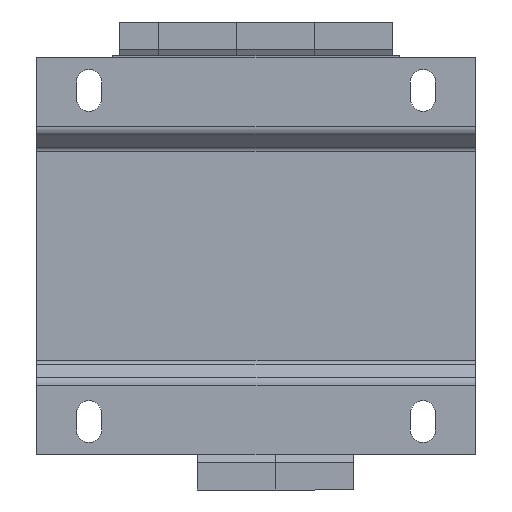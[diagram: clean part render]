
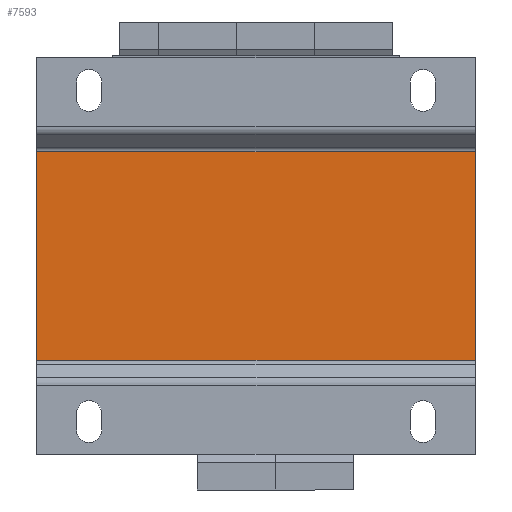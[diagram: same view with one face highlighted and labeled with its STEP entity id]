
A CAD part, front view. The second image highlights one B-rep face of the part: STEP entity #7593.
In plain terms, the highlighted planar face has unit normal (0, -1, 0).
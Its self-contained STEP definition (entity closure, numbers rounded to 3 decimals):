
#378 = LINE ( 'NONE', #3073, #1229 ) ;
#479 = VECTOR ( 'NONE', #8033, 1000. ) ;
#855 = ORIENTED_EDGE ( 'NONE', *, *, #11149, .T. ) ;
#1229 = VECTOR ( 'NONE', #2306, 1000. ) ;
#1662 = EDGE_CURVE ( 'NONE', #4973, #4704, #378, .T. ) ;
#1699 = DIRECTION ( 'NONE',  ( 0., 0., -1. ) ) ;
#2295 = VECTOR ( 'NONE', #8719, 1000. ) ;
#2306 = DIRECTION ( 'NONE',  ( 0., 0., 1. ) ) ;
#3073 = CARTESIAN_POINT ( 'NONE',  ( -42., -36., -38. ) ) ;
#3330 = FACE_OUTER_BOUND ( 'NONE', #5147, .T. ) ;
#3621 = EDGE_CURVE ( 'NONE', #4877, #4973, #9066, .T. ) ;
#3660 = VECTOR ( 'NONE', #1699, 1000. ) ;
#3954 = CARTESIAN_POINT ( 'NONE',  ( -42., -36., 20. ) ) ;
#4144 = CARTESIAN_POINT ( 'NONE',  ( 42., -36., -20. ) ) ;
#4288 = EDGE_CURVE ( 'NONE', #10418, #4877, #9469, .T. ) ;
#4704 = VERTEX_POINT ( 'NONE', #3954 ) ;
#4791 = ORIENTED_EDGE ( 'NONE', *, *, #1662, .F. ) ;
#4877 = VERTEX_POINT ( 'NONE', #4144 ) ;
#4973 = VERTEX_POINT ( 'NONE', #10589 ) ;
#5091 = ORIENTED_EDGE ( 'NONE', *, *, #3621, .F. ) ;
#5147 = EDGE_LOOP ( 'NONE', ( #6294, #855, #4791, #5091 ) ) ;
#6294 = ORIENTED_EDGE ( 'NONE', *, *, #4288, .F. ) ;
#7014 = DIRECTION ( 'NONE',  ( 0., 0., 1. ) ) ;
#7563 = CARTESIAN_POINT ( 'NONE',  ( 0., -36., -20. ) ) ;
#7593 = ADVANCED_FACE ( 'NONE', ( #3330 ), #11450, .F. ) ;
#8033 = DIRECTION ( 'NONE',  ( -1., 0., 0. ) ) ;
#8662 = CARTESIAN_POINT ( 'NONE',  ( 42., -36., 20. ) ) ;
#8719 = DIRECTION ( 'NONE',  ( -1., 0., 0. ) ) ;
#8787 = CARTESIAN_POINT ( 'NONE',  ( 42., -36., -38. ) ) ;
#8790 = CARTESIAN_POINT ( 'NONE',  ( 0., -36., 0. ) ) ;
#8963 = CARTESIAN_POINT ( 'NONE',  ( 0., -36., 20. ) ) ;
#9066 = LINE ( 'NONE', #7563, #2295 ) ;
#9469 = LINE ( 'NONE', #8787, #3660 ) ;
#10418 = VERTEX_POINT ( 'NONE', #8662 ) ;
#10494 = DIRECTION ( 'NONE',  ( 0., 1., 0. ) ) ;
#10589 = CARTESIAN_POINT ( 'NONE',  ( -42., -36., -20. ) ) ;
#10742 = AXIS2_PLACEMENT_3D ( 'NONE', #8790, #10494, #7014 ) ;
#11111 = LINE ( 'NONE', #8963, #479 ) ;
#11149 = EDGE_CURVE ( 'NONE', #10418, #4704, #11111, .T. ) ;
#11450 = PLANE ( 'NONE',  #10742 ) ;
